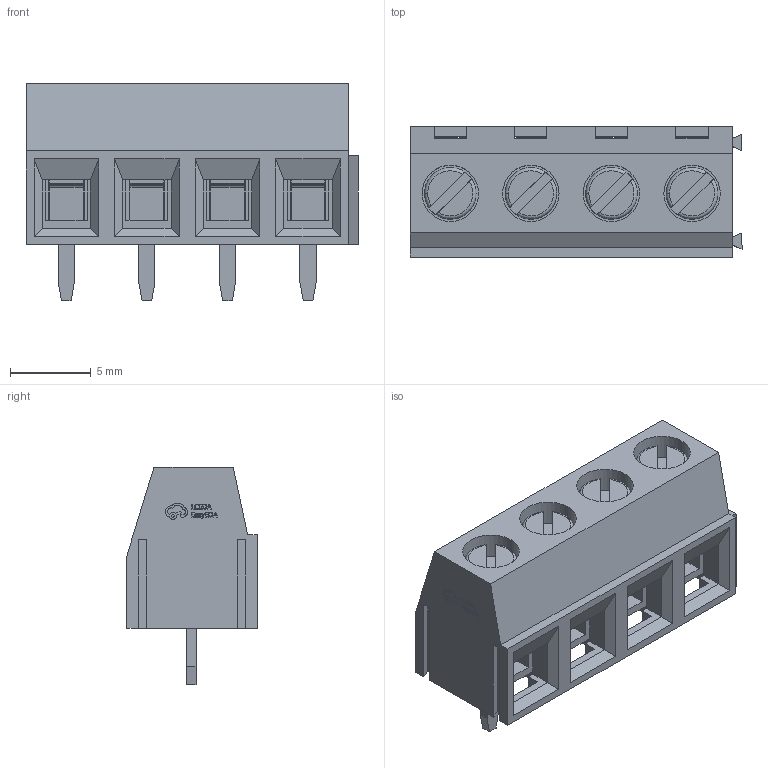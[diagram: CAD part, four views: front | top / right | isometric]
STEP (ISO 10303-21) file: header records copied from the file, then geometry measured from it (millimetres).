
FILE_DESCRIPTION (( 'STEP AP214' ), '1' );
FILE_NAME ('CONN-TH_4P-P5.00_DB127V-5.0-4P-GN-S.step', '2024-05-27T01:58:46', ( '' ), ( '' ), 'SwSTEP 2.0', 'SolidWorks 2020', '' );
FILE_SCHEMA (( 'AUTOMOTIVE_DESIGN' ));
Length unit declared in the file: millimetre
Products named in the file (1): CONN-TH_4P-P5.00_DB127V-5.0-4P-GN-S
Bounding box: 20.6 x 8.1 x 13.5 mm (x, y, z)
Volume: 1057.4 mm3; surface area: 2081.9 mm2
Topology: 1 solids, 1 shells, 729 faces, 2104 edges, 1396 vertices
Faces by surface type: plane 579, bspline 98, cylinder 40, torus 12
Entity records: 32279 total; most frequent: CARTESIAN_POINT 5616, ORIENTED_EDGE 4208, DIRECTION 3272, EDGE_CURVE 2104, VECTOR 1768, LINE 1768, VERTEX_POINT 1396, EDGE_LOOP 772
